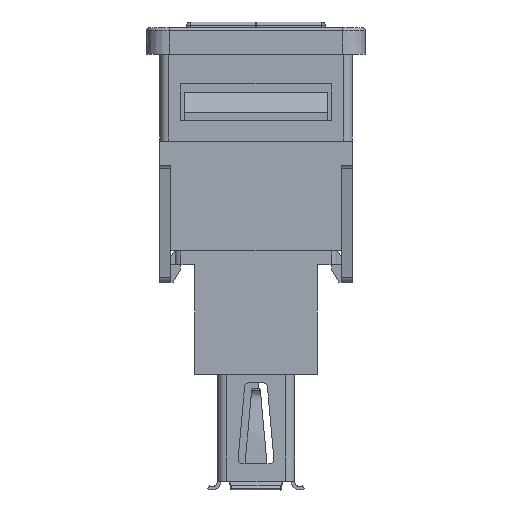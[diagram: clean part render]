
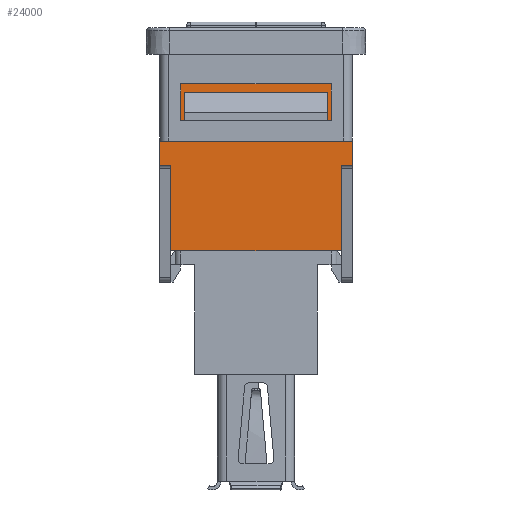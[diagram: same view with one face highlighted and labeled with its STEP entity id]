
A CAD part, front view. The second image highlights one B-rep face of the part: STEP entity #24000.
In plain terms, the highlighted planar face has unit normal (0, -1, 0).
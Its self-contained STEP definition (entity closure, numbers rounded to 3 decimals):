
#629=FACE_BOUND('',#3570,.T.);
#1352=PLANE('',#25359);
#2377=FACE_OUTER_BOUND('',#3569,.T.);
#3569=EDGE_LOOP('',(#20805,#20806,#20807,#20808,#20809,#20810,#20811,#20812,
#20813,#20814,#20815,#20816,#20817,#20818,#20819,#20820));
#3570=EDGE_LOOP('',(#20821,#20822,#20823,#20824));
#6183=LINE('',#37053,#9224);
#6191=LINE('',#37069,#9232);
#6193=LINE('',#37075,#9234);
#6201=LINE('',#37089,#9242);
#6204=LINE('',#37097,#9245);
#6210=LINE('',#37108,#9251);
#6230=LINE('',#37157,#9271);
#6231=LINE('',#37158,#9272);
#6232=LINE('',#37159,#9273);
#6233=LINE('',#37161,#9274);
#6234=LINE('',#37163,#9275);
#6235=LINE('',#37165,#9276);
#6236=LINE('',#37167,#9277);
#6237=LINE('',#37169,#9278);
#6238=LINE('',#37171,#9279);
#6239=LINE('',#37172,#9280);
#6240=LINE('',#37173,#9281);
#6241=LINE('',#37174,#9282);
#6242=LINE('',#37176,#9283);
#6243=LINE('',#37177,#9284);
#9224=VECTOR('',#29843,10.);
#9232=VECTOR('',#29853,10.);
#9234=VECTOR('',#29857,10.);
#9242=VECTOR('',#29867,10.);
#9245=VECTOR('',#29872,10.);
#9251=VECTOR('',#29880,10.);
#9271=VECTOR('',#29914,10.);
#9272=VECTOR('',#29915,10.);
#9273=VECTOR('',#29916,10.);
#9274=VECTOR('',#29917,10.);
#9275=VECTOR('',#29918,10.);
#9276=VECTOR('',#29919,10.);
#9277=VECTOR('',#29920,10.);
#9278=VECTOR('',#29921,10.);
#9279=VECTOR('',#29922,10.);
#9280=VECTOR('',#29923,10.);
#9281=VECTOR('',#29924,10.);
#9282=VECTOR('',#29925,10.);
#9283=VECTOR('',#29926,10.);
#9284=VECTOR('',#29927,10.);
#11908=VERTEX_POINT('',#37050);
#11909=VERTEX_POINT('',#37052);
#11911=VERTEX_POINT('',#37058);
#11916=VERTEX_POINT('',#37067);
#11918=VERTEX_POINT('',#37072);
#11919=VERTEX_POINT('',#37074);
#11921=VERTEX_POINT('',#37082);
#11924=VERTEX_POINT('',#37087);
#11927=VERTEX_POINT('',#37094);
#11928=VERTEX_POINT('',#37096);
#11932=VERTEX_POINT('',#37106);
#11953=VERTEX_POINT('',#37155);
#11954=VERTEX_POINT('',#37156);
#11955=VERTEX_POINT('',#37160);
#11956=VERTEX_POINT('',#37162);
#11957=VERTEX_POINT('',#37164);
#11958=VERTEX_POINT('',#37166);
#11959=VERTEX_POINT('',#37168);
#11960=VERTEX_POINT('',#37170);
#11961=VERTEX_POINT('',#37175);
#14989=EDGE_CURVE('',#11908,#11909,#6183,.T.);
#14997=EDGE_CURVE('',#11916,#11911,#6191,.T.);
#14999=EDGE_CURVE('',#11919,#11918,#6193,.T.);
#15007=EDGE_CURVE('',#11921,#11924,#6201,.T.);
#15010=EDGE_CURVE('',#11928,#11927,#6204,.T.);
#15016=EDGE_CURVE('',#11927,#11932,#6210,.T.);
#15039=EDGE_CURVE('',#11953,#11954,#6230,.T.);
#15040=EDGE_CURVE('',#11919,#11953,#6231,.T.);
#15041=EDGE_CURVE('',#11921,#11918,#6232,.T.);
#15042=EDGE_CURVE('',#11924,#11955,#6233,.T.);
#15043=EDGE_CURVE('',#11956,#11955,#6234,.T.);
#15044=EDGE_CURVE('',#11957,#11956,#6235,.T.);
#15045=EDGE_CURVE('',#11958,#11957,#6236,.T.);
#15046=EDGE_CURVE('',#11958,#11959,#6237,.T.);
#15047=EDGE_CURVE('',#11959,#11960,#6238,.T.);
#15048=EDGE_CURVE('',#11909,#11960,#6239,.T.);
#15049=EDGE_CURVE('',#11911,#11908,#6240,.T.);
#15050=EDGE_CURVE('',#11916,#11954,#6241,.T.);
#15051=EDGE_CURVE('',#11932,#11961,#6242,.T.);
#15052=EDGE_CURVE('',#11961,#11928,#6243,.T.);
#20805=ORIENTED_EDGE('',*,*,#15039,.F.);
#20806=ORIENTED_EDGE('',*,*,#15040,.F.);
#20807=ORIENTED_EDGE('',*,*,#14999,.T.);
#20808=ORIENTED_EDGE('',*,*,#15041,.F.);
#20809=ORIENTED_EDGE('',*,*,#15007,.T.);
#20810=ORIENTED_EDGE('',*,*,#15042,.T.);
#20811=ORIENTED_EDGE('',*,*,#15043,.F.);
#20812=ORIENTED_EDGE('',*,*,#15044,.F.);
#20813=ORIENTED_EDGE('',*,*,#15045,.F.);
#20814=ORIENTED_EDGE('',*,*,#15046,.T.);
#20815=ORIENTED_EDGE('',*,*,#15047,.T.);
#20816=ORIENTED_EDGE('',*,*,#15048,.F.);
#20817=ORIENTED_EDGE('',*,*,#14989,.F.);
#20818=ORIENTED_EDGE('',*,*,#15049,.F.);
#20819=ORIENTED_EDGE('',*,*,#14997,.F.);
#20820=ORIENTED_EDGE('',*,*,#15050,.T.);
#20821=ORIENTED_EDGE('',*,*,#15016,.T.);
#20822=ORIENTED_EDGE('',*,*,#15051,.T.);
#20823=ORIENTED_EDGE('',*,*,#15052,.T.);
#20824=ORIENTED_EDGE('',*,*,#15010,.T.);
#24000=ADVANCED_FACE('',(#2377,#629),#1352,.T.);
#25359=AXIS2_PLACEMENT_3D('',#37154,#29912,#29913);
#29843=DIRECTION('',(1.,0.,0.));
#29853=DIRECTION('',(1.,0.,0.));
#29857=DIRECTION('',(-1.,0.,0.));
#29867=DIRECTION('',(-1.,0.,0.));
#29872=DIRECTION('',(-1.,0.,0.));
#29880=DIRECTION('',(0.,0.,1.));
#29912=DIRECTION('center_axis',(0.,-1.,0.));
#29913=DIRECTION('ref_axis',(-1.,0.,0.));
#29914=DIRECTION('',(1.,0.,0.));
#29915=DIRECTION('',(0.,0.,1.));
#29916=DIRECTION('',(1.,0.,0.));
#29917=DIRECTION('',(0.,0.,-1.));
#29918=DIRECTION('',(-1.,0.,0.));
#29919=DIRECTION('',(0.,0.,1.));
#29920=DIRECTION('',(-1.,0.,0.));
#29921=DIRECTION('',(0.,0.,1.));
#29922=DIRECTION('',(1.,0.,0.));
#29923=DIRECTION('',(0.,0.,-1.));
#29924=DIRECTION('',(1.,0.,0.));
#29925=DIRECTION('',(0.,0.,1.));
#29926=DIRECTION('',(1.,0.,0.));
#29927=DIRECTION('',(0.,0.,-1.));
#37050=CARTESIAN_POINT('',(8.35,-9.6,-9.8));
#37052=CARTESIAN_POINT('',(8.375,-9.6,-9.8));
#37053=CARTESIAN_POINT('',(7.375,-9.6,-9.8));
#37058=CARTESIAN_POINT('',(7.503,-9.6,-9.8));
#37067=CARTESIAN_POINT('',(7.375,-9.6,-9.8));
#37069=CARTESIAN_POINT('',(7.375,-9.6,-9.8));
#37072=CARTESIAN_POINT('',(-7.503,-9.6,-9.8));
#37074=CARTESIAN_POINT('',(-7.375,-9.6,-9.8));
#37075=CARTESIAN_POINT('',(-7.375,-9.6,-9.8));
#37082=CARTESIAN_POINT('',(-8.35,-9.6,-9.8));
#37087=CARTESIAN_POINT('',(-8.375,-9.6,-9.8));
#37089=CARTESIAN_POINT('',(-7.375,-9.6,-9.8));
#37094=CARTESIAN_POINT('',(-6.2,-9.6,-8.3));
#37096=CARTESIAN_POINT('',(6.2,-9.6,-8.3));
#37097=CARTESIAN_POINT('',(3.688,-9.6,-8.3));
#37106=CARTESIAN_POINT('',(-6.2,-9.6,-5.568));
#37108=CARTESIAN_POINT('',(-6.2,-9.6,-8.205));
#37154=CARTESIAN_POINT('Origin',(7.375,-9.6,-9.294));
#37155=CARTESIAN_POINT('',(-7.375,-9.6,-0.015));
#37156=CARTESIAN_POINT('',(7.375,-9.6,-0.015));
#37157=CARTESIAN_POINT('',(7.375,-9.6,-0.015));
#37158=CARTESIAN_POINT('',(-7.375,-9.6,-9.294));
#37159=CARTESIAN_POINT('',(3.688,-9.6,-9.8));
#37160=CARTESIAN_POINT('',(-8.375,-9.6,-11.9));
#37161=CARTESIAN_POINT('',(-8.375,-9.6,-9.8));
#37162=CARTESIAN_POINT('',(-7.375,-9.6,-11.9));
#37163=CARTESIAN_POINT('',(-7.375,-9.6,-11.9));
#37164=CARTESIAN_POINT('',(-7.375,-9.6,-19.3));
#37165=CARTESIAN_POINT('',(-7.375,-9.6,-9.294));
#37166=CARTESIAN_POINT('',(7.375,-9.6,-19.3));
#37167=CARTESIAN_POINT('',(-7.375,-9.6,-19.3));
#37168=CARTESIAN_POINT('',(7.375,-9.6,-11.9));
#37169=CARTESIAN_POINT('',(7.375,-9.6,-9.294));
#37170=CARTESIAN_POINT('',(8.375,-9.6,-11.9));
#37171=CARTESIAN_POINT('',(7.375,-9.6,-11.9));
#37172=CARTESIAN_POINT('',(8.375,-9.6,-9.8));
#37173=CARTESIAN_POINT('',(3.688,-9.6,-9.8));
#37174=CARTESIAN_POINT('',(7.375,-9.6,-9.294));
#37175=CARTESIAN_POINT('',(6.2,-9.6,-5.568));
#37176=CARTESIAN_POINT('',(3.688,-9.6,-5.568));
#37177=CARTESIAN_POINT('',(6.2,-9.6,-8.205));
